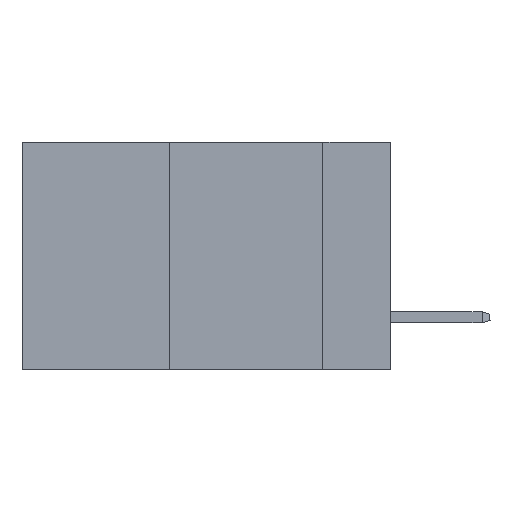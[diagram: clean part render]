
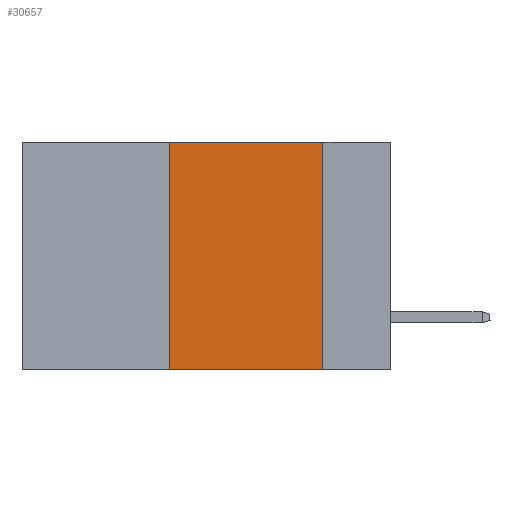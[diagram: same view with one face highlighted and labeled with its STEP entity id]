
A CAD part, left-side view. The second image highlights one B-rep face of the part: STEP entity #30657.
In plain terms, the highlighted planar face has unit normal (-1, 0, 0).
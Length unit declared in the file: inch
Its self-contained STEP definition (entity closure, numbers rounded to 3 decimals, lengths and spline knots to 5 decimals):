
#1097 = CARTESIAN_POINT ( 'NONE',  ( 0., 0.6, 0. ) ) ;
#2520 = DIRECTION ( 'NONE',  ( 0., 0., -1. ) ) ;
#2601 = VECTOR ( 'NONE', #2520, 39.37008 ) ;
#4363 = VECTOR ( 'NONE', #16467, 39.37008 ) ;
#4516 = VERTEX_POINT ( 'NONE', #29755 ) ;
#5128 = DIRECTION ( 'NONE',  ( 0., 0., 1. ) ) ;
#5422 = ORIENTED_EDGE ( 'NONE', *, *, #30871, .T. ) ;
#6659 = DIRECTION ( 'NONE',  ( 0., 0., -1. ) ) ;
#9363 = DIRECTION ( 'NONE',  ( 0., -1., 0. ) ) ;
#11968 = EDGE_LOOP ( 'NONE', ( #27615, #19374, #14809, #5422 ) ) ;
#14809 = ORIENTED_EDGE ( 'NONE', *, *, #34110, .F. ) ;
#15334 = PLANE ( 'NONE',  #27918 ) ;
#15923 = CARTESIAN_POINT ( 'NONE',  ( 0., 0.6, -0.37 ) ) ;
#16467 = DIRECTION ( 'NONE',  ( 0., -1., 0. ) ) ;
#18192 = CARTESIAN_POINT ( 'NONE',  ( 0., 0.11, 0. ) ) ;
#18416 = VERTEX_POINT ( 'NONE', #33214 ) ;
#18459 = LINE ( 'NONE', #36595, #26756 ) ;
#19374 = ORIENTED_EDGE ( 'NONE', *, *, #34101, .F. ) ;
#19757 = FACE_OUTER_BOUND ( 'NONE', #11968, .T. ) ;
#22157 = VERTEX_POINT ( 'NONE', #27112 ) ;
#24251 = LINE ( 'NONE', #15923, #35316 ) ;
#24383 = VERTEX_POINT ( 'NONE', #18192 ) ;
#26351 = LINE ( 'NONE', #29197, #2601 ) ;
#26732 = EDGE_CURVE ( 'NONE', #24383, #22157, #26351, .T. ) ;
#26756 = VECTOR ( 'NONE', #5128, 39.37008 ) ;
#27112 = CARTESIAN_POINT ( 'NONE',  ( 0., 0.11, -0.37 ) ) ;
#27615 = ORIENTED_EDGE ( 'NONE', *, *, #26732, .F. ) ;
#27918 = AXIS2_PLACEMENT_3D ( 'NONE', #35862, #30475, #6659 ) ;
#29197 = CARTESIAN_POINT ( 'NONE',  ( 0., 0.11, 0. ) ) ;
#29755 = CARTESIAN_POINT ( 'NONE',  ( 0., 0.36, 0. ) ) ;
#30475 = DIRECTION ( 'NONE',  ( 1., 0., 0. ) ) ;
#30657 = ADVANCED_FACE ( 'NONE', ( #19757 ), #15334, .F. ) ;
#30871 = EDGE_CURVE ( 'NONE', #18416, #22157, #24251, .T. ) ;
#33214 = CARTESIAN_POINT ( 'NONE',  ( 0., 0.36, -0.37 ) ) ;
#33691 = LINE ( 'NONE', #1097, #4363 ) ;
#34101 = EDGE_CURVE ( 'NONE', #4516, #24383, #33691, .T. ) ;
#34110 = EDGE_CURVE ( 'NONE', #18416, #4516, #18459, .T. ) ;
#35316 = VECTOR ( 'NONE', #9363, 39.37008 ) ;
#35862 = CARTESIAN_POINT ( 'NONE',  ( 0., 0.6, 0. ) ) ;
#36595 = CARTESIAN_POINT ( 'NONE',  ( 0., 0.36, 0. ) ) ;
